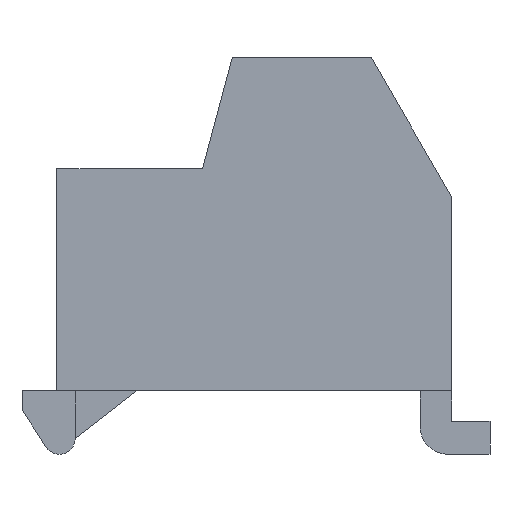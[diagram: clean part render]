
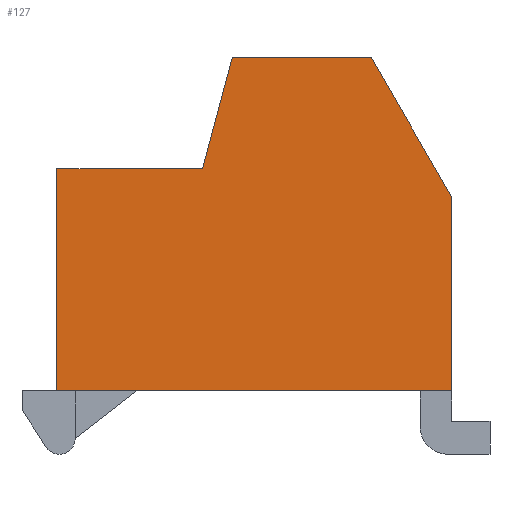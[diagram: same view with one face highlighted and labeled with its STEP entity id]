
A CAD part, front view. The second image highlights one B-rep face of the part: STEP entity #127.
In plain terms, the highlighted planar face has unit normal (0, -1, 0).
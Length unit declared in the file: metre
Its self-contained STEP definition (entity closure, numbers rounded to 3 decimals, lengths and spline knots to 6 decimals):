
#127 = ADVANCED_FACE( '', ( #699 ), #700, .T. );
#699 = FACE_OUTER_BOUND( '', #4373, .T. );
#700 = PLANE( '', #4374 );
#4373 = EDGE_LOOP( '', ( #6811, #6812, #6813, #6814, #6815, #6816, #6817 ) );
#4374 = AXIS2_PLACEMENT_3D( '', #6818, #6819, #6820 );
#6811 = ORIENTED_EDGE( '', *, *, #10336, .T. );
#6812 = ORIENTED_EDGE( '', *, *, #10414, .T. );
#6813 = ORIENTED_EDGE( '', *, *, #10415, .T. );
#6814 = ORIENTED_EDGE( '', *, *, #10416, .T. );
#6815 = ORIENTED_EDGE( '', *, *, #10417, .T. );
#6816 = ORIENTED_EDGE( '', *, *, #10388, .T. );
#6817 = ORIENTED_EDGE( '', *, *, #10408, .T. );
#6818 = CARTESIAN_POINT( '', ( -0.013573, -0.0025, 0.0005 ) );
#6819 = DIRECTION( '', ( 0., -1., 0. ) );
#6820 = DIRECTION( '', ( 0., 0., -1. ) );
#10336 = EDGE_CURVE( '', #11814, #11812, #11815, .T. );
#10388 = EDGE_CURVE( '', #11909, #11914, #11916, .T. );
#10408 = EDGE_CURVE( '', #11914, #11814, #11946, .T. );
#10414 = EDGE_CURVE( '', #11812, #11956, #11957, .T. );
#10415 = EDGE_CURVE( '', #11956, #11958, #11959, .T. );
#10416 = EDGE_CURVE( '', #11958, #11960, #11961, .T. );
#10417 = EDGE_CURVE( '', #11960, #11909, #11962, .T. );
#11812 = VERTEX_POINT( '', #15520 );
#11814 = VERTEX_POINT( '', #15523 );
#11815 = LINE( '', #15524, #15525 );
#11909 = VERTEX_POINT( '', #15663 );
#11914 = VERTEX_POINT( '', #15670 );
#11916 = LINE( '', #15673, #15674 );
#11946 = LINE( '', #15723, #15724 );
#11956 = VERTEX_POINT( '', #15737 );
#11957 = LINE( '', #15738, #15739 );
#11958 = VERTEX_POINT( '', #15740 );
#11959 = LINE( '', #15741, #15742 );
#11960 = VERTEX_POINT( '', #15743 );
#11961 = LINE( '', #15744, #15745 );
#11962 = LINE( '', #15746, #15747 );
#15520 = CARTESIAN_POINT( '', ( -0.0012, -0.0025, 0.002 ) );
#15523 = CARTESIAN_POINT( '', ( -0.01365, -0.0025, 0.002 ) );
#15524 = CARTESIAN_POINT( '', ( -0.01115, -0.0025, 0.002 ) );
#15525 = VECTOR( '', #18851, 1. );
#15663 = CARTESIAN_POINT( '', ( -0.00906, -0.0025, 0.009 ) );
#15670 = CARTESIAN_POINT( '', ( -0.01365, -0.0025, 0.009 ) );
#15673 = CARTESIAN_POINT( '', ( -0.01365, -0.0025, 0.009 ) );
#15674 = VECTOR( '', #18911, 1. );
#15723 = CARTESIAN_POINT( '', ( -0.01365, -0.0025, 0.009 ) );
#15724 = VECTOR( '', #18931, 1. );
#15737 = CARTESIAN_POINT( '', ( -0.0012, -0.0025, 0.0081 ) );
#15738 = CARTESIAN_POINT( '', ( -0.0012, -0.0025, 0.0081 ) );
#15739 = VECTOR( '', #18941, 1. );
#15740 = CARTESIAN_POINT( '', ( -0.00374, -0.0025, 0.0125 ) );
#15741 = CARTESIAN_POINT( '', ( -0.0012, -0.0025, 0.0081 ) );
#15742 = VECTOR( '', #18942, 1. );
#15743 = CARTESIAN_POINT( '', ( -0.008122, -0.0025, 0.0125 ) );
#15744 = CARTESIAN_POINT( '', ( -0.008122, -0.0025, 0.0125 ) );
#15745 = VECTOR( '', #18943, 1. );
#15746 = CARTESIAN_POINT( '', ( -0.00906, -0.0025, 0.009 ) );
#15747 = VECTOR( '', #18944, 1. );
#18851 = DIRECTION( '', ( 1., 0., 0. ) );
#18911 = DIRECTION( '', ( -1., 0., 0. ) );
#18931 = DIRECTION( '', ( 0., 0., -1. ) );
#18941 = DIRECTION( '', ( 0., 0., 1. ) );
#18942 = DIRECTION( '', ( -0.5, 0., 0.866 ) );
#18943 = DIRECTION( '', ( -1., 0., 0. ) );
#18944 = DIRECTION( '', ( -0.259, 0., -0.966 ) );
